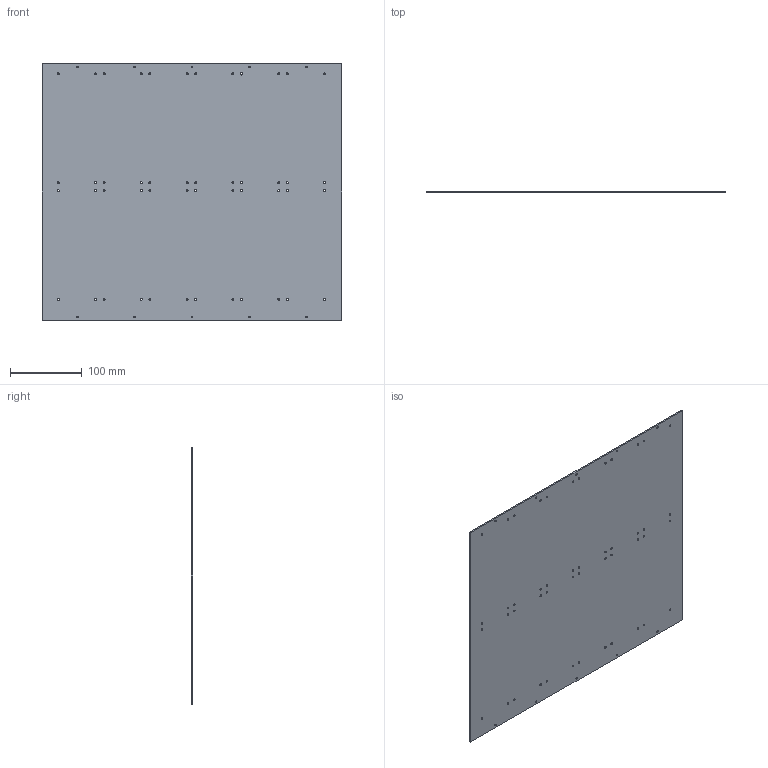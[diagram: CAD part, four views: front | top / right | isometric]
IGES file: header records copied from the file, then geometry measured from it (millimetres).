
Start section: SolidWorks IGES file using analytic representation for surfaces
Global section: file name: Capacitor bottom.IGS; native system: SolidWorks 2016; preprocessor: SolidWorks 2016; author: AShchitnikov; date: 170829.110532; units: millimetre
Bounding box: 418 x 2 x 358 mm (x, y, z)
Surface area: 302713.9 mm2 (no closed solid volume)
Topology: 0 solids, 0 shells, 122 faces, 2344 edges, 2344 vertices
Faces by surface type: revolution 116, bspline 6
